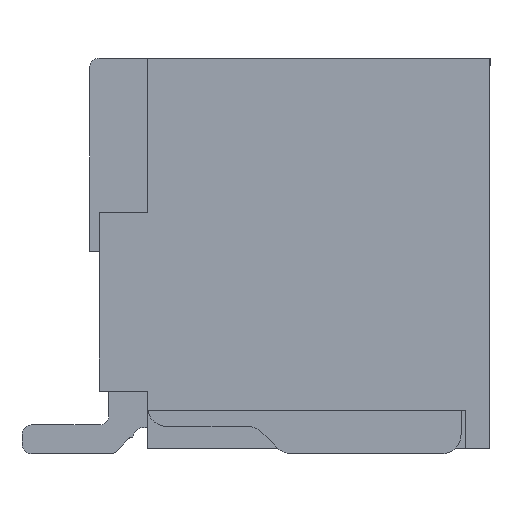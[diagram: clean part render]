
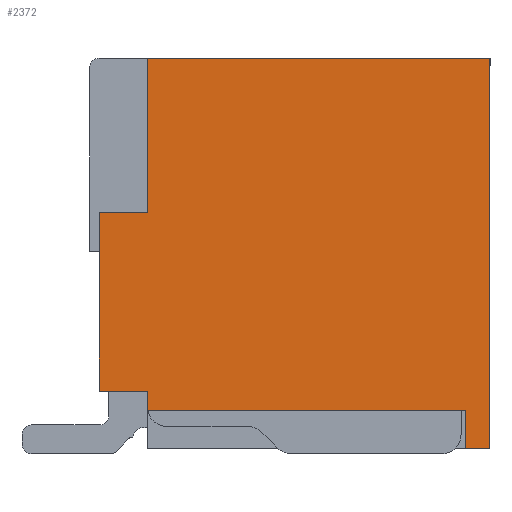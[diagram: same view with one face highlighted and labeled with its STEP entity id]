
A CAD part, left-side view. The second image highlights one B-rep face of the part: STEP entity #2372.
In plain terms, the highlighted planar face has unit normal (-1, 0, 0).
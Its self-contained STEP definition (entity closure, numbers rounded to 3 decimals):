
#84 = CARTESIAN_POINT ( 'NONE',  ( -4.15, 1.125, -3.05 ) ) ;
#462 = CARTESIAN_POINT ( 'NONE',  ( -4.15, 1.125, -1.2 ) ) ;
#1791 = CARTESIAN_POINT ( 'NONE',  ( -4.15, 1.625, -1.2 ) ) ;
#2077 = ORIENTED_EDGE ( 'NONE', *, *, #27488, .F. ) ;
#2080 = DIRECTION ( 'NONE',  ( 0., 1., 0. ) ) ;
#2082 = ORIENTED_EDGE ( 'NONE', *, *, #22293, .F. ) ;
#2087 = DIRECTION ( 'NONE',  ( 0., 0., -1. ) ) ;
#2372 = ADVANCED_FACE ( 'NONE', ( #4573 ), #22147, .F. ) ;
#2472 = CARTESIAN_POINT ( 'NONE',  ( -4.15, 1.125, -3.65 ) ) ;
#2862 = LINE ( 'NONE', #9600, #17064 ) ;
#3276 = LINE ( 'NONE', #9598, #27742 ) ;
#3371 = VECTOR ( 'NONE', #4912, 1000. ) ;
#3566 = CARTESIAN_POINT ( 'NONE',  ( -4.15, -2.425, 0.4 ) ) ;
#3796 = LINE ( 'NONE', #4390, #4264 ) ;
#3881 = ORIENTED_EDGE ( 'NONE', *, *, #12675, .F. ) ;
#3930 = LINE ( 'NONE', #19499, #26682 ) ;
#4173 = ORIENTED_EDGE ( 'NONE', *, *, #6463, .T. ) ;
#4264 = VECTOR ( 'NONE', #2087, 1000. ) ;
#4383 = ORIENTED_EDGE ( 'NONE', *, *, #8394, .T. ) ;
#4390 = CARTESIAN_POINT ( 'NONE',  ( -4.15, -2.425, 0.4 ) ) ;
#4573 = FACE_OUTER_BOUND ( 'NONE', #22204, .T. ) ;
#4912 = DIRECTION ( 'NONE',  ( 0., 0., 1. ) ) ;
#5721 = LINE ( 'NONE', #3566, #14231 ) ;
#6042 = DIRECTION ( 'NONE',  ( 0., 0., 1. ) ) ;
#6337 = CARTESIAN_POINT ( 'NONE',  ( -4.15, 1.625, 0.4 ) ) ;
#6463 = EDGE_CURVE ( 'NONE', #17482, #25420, #12981, .T. ) ;
#7372 = ORIENTED_EDGE ( 'NONE', *, *, #21819, .F. ) ;
#8394 = EDGE_CURVE ( 'NONE', #20288, #26696, #5721, .T. ) ;
#8634 = EDGE_CURVE ( 'NONE', #16473, #25420, #3930, .T. ) ;
#9039 = VECTOR ( 'NONE', #25532, 1000. ) ;
#9092 = EDGE_CURVE ( 'NONE', #11982, #17602, #12382, .T. ) ;
#9598 = CARTESIAN_POINT ( 'NONE',  ( -4.15, 1.125, 0.4 ) ) ;
#9600 = CARTESIAN_POINT ( 'NONE',  ( -4.15, -2.425, -3.65 ) ) ;
#9694 = VERTEX_POINT ( 'NONE', #28089 ) ;
#9939 = CARTESIAN_POINT ( 'NONE',  ( -4.15, -2.175, -3.25 ) ) ;
#11582 = ORIENTED_EDGE ( 'NONE', *, *, #9092, .F. ) ;
#11982 = VERTEX_POINT ( 'NONE', #27771 ) ;
#12235 = VECTOR ( 'NONE', #12553, 1000. ) ;
#12382 = LINE ( 'NONE', #14674, #20278 ) ;
#12553 = DIRECTION ( 'NONE',  ( 0., 0., -1. ) ) ;
#12675 = EDGE_CURVE ( 'NONE', #17482, #13595, #18138, .T. ) ;
#12677 = ORIENTED_EDGE ( 'NONE', *, *, #8634, .F. ) ;
#12981 = LINE ( 'NONE', #6337, #12235 ) ;
#13114 = LINE ( 'NONE', #2472, #3371 ) ;
#13595 = VERTEX_POINT ( 'NONE', #462 ) ;
#14231 = VECTOR ( 'NONE', #21144, 1000. ) ;
#14637 = CARTESIAN_POINT ( 'NONE',  ( -4.15, 1.125, 0.4 ) ) ;
#14674 = CARTESIAN_POINT ( 'NONE',  ( -4.15, -2.175, -3.65 ) ) ;
#15204 = DIRECTION ( 'NONE',  ( 0., 0., 1. ) ) ;
#15598 = ORIENTED_EDGE ( 'NONE', *, *, #24227, .F. ) ;
#16473 = VERTEX_POINT ( 'NONE', #84 ) ;
#16869 = CARTESIAN_POINT ( 'NONE',  ( -4.15, 1.625, -3.05 ) ) ;
#17064 = VECTOR ( 'NONE', #20275, 1000. ) ;
#17482 = VERTEX_POINT ( 'NONE', #1791 ) ;
#17548 = VECTOR ( 'NONE', #27475, 1000. ) ;
#17602 = VERTEX_POINT ( 'NONE', #9939 ) ;
#18138 = LINE ( 'NONE', #27340, #17548 ) ;
#18683 = DIRECTION ( 'NONE',  ( 0., 0., 1. ) ) ;
#19111 = CARTESIAN_POINT ( 'NONE',  ( -4.15, -2.425, 0.4 ) ) ;
#19499 = CARTESIAN_POINT ( 'NONE',  ( -4.15, 1.625, -3.05 ) ) ;
#19692 = CARTESIAN_POINT ( 'NONE',  ( -4.15, -2.425, 0.4 ) ) ;
#20275 = DIRECTION ( 'NONE',  ( 0., 1., 0. ) ) ;
#20278 = VECTOR ( 'NONE', #6042, 1000. ) ;
#20288 = VERTEX_POINT ( 'NONE', #19111 ) ;
#21144 = DIRECTION ( 'NONE',  ( 0., 1., 0. ) ) ;
#21377 = CARTESIAN_POINT ( 'NONE',  ( -4.15, 1.125, -3.25 ) ) ;
#21438 = EDGE_CURVE ( 'NONE', #20288, #9694, #3796, .T. ) ;
#21547 = CARTESIAN_POINT ( 'NONE',  ( -4.15, 1.125, -3.25 ) ) ;
#21819 = EDGE_CURVE ( 'NONE', #22727, #16473, #13114, .T. ) ;
#22147 = PLANE ( 'NONE',  #22416 ) ;
#22204 = EDGE_LOOP ( 'NONE', ( #4383, #2082, #3881, #4173, #12677, #7372, #15598, #11582, #2077, #24658 ) ) ;
#22293 = EDGE_CURVE ( 'NONE', #13595, #26696, #3276, .T. ) ;
#22416 = AXIS2_PLACEMENT_3D ( 'NONE', #19692, #26157, #15204 ) ;
#22727 = VERTEX_POINT ( 'NONE', #21377 ) ;
#24227 = EDGE_CURVE ( 'NONE', #17602, #22727, #25683, .T. ) ;
#24658 = ORIENTED_EDGE ( 'NONE', *, *, #21438, .F. ) ;
#25420 = VERTEX_POINT ( 'NONE', #16869 ) ;
#25532 = DIRECTION ( 'NONE',  ( 0., 1., 0. ) ) ;
#25683 = LINE ( 'NONE', #21547, #9039 ) ;
#26157 = DIRECTION ( 'NONE',  ( 1., 0., 0. ) ) ;
#26682 = VECTOR ( 'NONE', #2080, 1000. ) ;
#26696 = VERTEX_POINT ( 'NONE', #14637 ) ;
#27340 = CARTESIAN_POINT ( 'NONE',  ( -4.15, 1.625, -1.2 ) ) ;
#27475 = DIRECTION ( 'NONE',  ( 0., -1., 0. ) ) ;
#27488 = EDGE_CURVE ( 'NONE', #9694, #11982, #2862, .T. ) ;
#27742 = VECTOR ( 'NONE', #18683, 1000. ) ;
#27771 = CARTESIAN_POINT ( 'NONE',  ( -4.15, -2.175, -3.65 ) ) ;
#28089 = CARTESIAN_POINT ( 'NONE',  ( -4.15, -2.425, -3.65 ) ) ;
